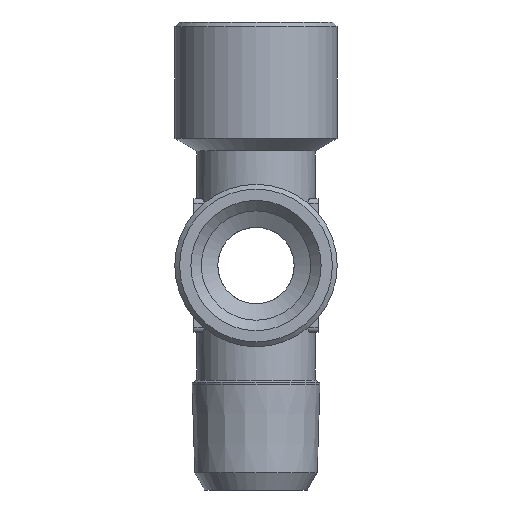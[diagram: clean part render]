
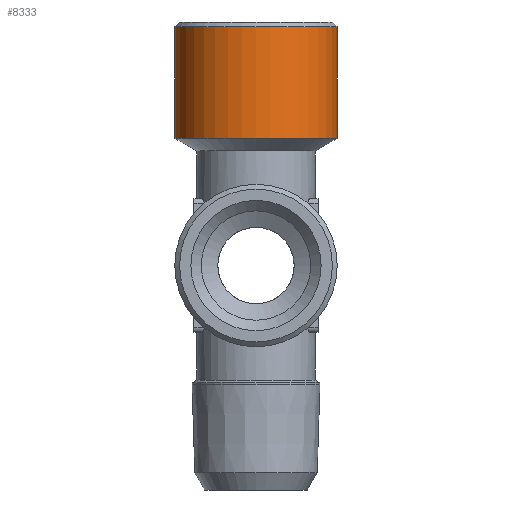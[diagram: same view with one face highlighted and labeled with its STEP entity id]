
A CAD part, left-side view. The second image highlights one B-rep face of the part: STEP entity #8333.
In plain terms, the highlighted cylindrical face has radius 8.5 mm (diameter 17 mm), a full revolution.
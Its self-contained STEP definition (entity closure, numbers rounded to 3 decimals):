
#2174=CYLINDRICAL_SURFACE('',#8206,8.5);
#2466=ORIENTED_EDGE('',*,*,#2947,.F.);
#2467=ORIENTED_EDGE('',*,*,#2948,.T.);
#2642=CIRCLE('',#8205,8.5);
#2643=CIRCLE('',#8207,8.5);
#2779=VERTEX_POINT('',#8015);
#2780=VERTEX_POINT('',#8018);
#2947=EDGE_CURVE('',#2779,#2779,#2642,.T.);
#2948=EDGE_CURVE('',#2780,#2780,#2643,.T.);
#3054=EDGE_LOOP('',(#2466));
#3055=EDGE_LOOP('',(#2467));
#3174=FACE_BOUND('',#3054,.T.);
#3175=FACE_BOUND('',#3055,.T.);
#3506=DIRECTION('',(0.,-1.,0.));
#3507=DIRECTION('',(0.,0.,8.5));
#3508=DIRECTION('',(0.,1.,0.));
#3509=DIRECTION('',(1.,0.,0.));
#3510=DIRECTION('',(0.,-1.,0.));
#3511=DIRECTION('',(0.,0.,8.5));
#8015=CARTESIAN_POINT('',(5.634,17.105,8.5));
#8016=CARTESIAN_POINT('',(5.634,17.105,0.));
#8017=CARTESIAN_POINT('',(5.634,17.105,0.));
#8018=CARTESIAN_POINT('',(5.634,28.777,8.5));
#8019=CARTESIAN_POINT('',(5.634,28.777,0.));
#8205=AXIS2_PLACEMENT_3D('',#8016,#3506,#3507);
#8206=AXIS2_PLACEMENT_3D('',#8017,#3508,#3509);
#8207=AXIS2_PLACEMENT_3D('',#8019,#3510,#3511);
#8333=ADVANCED_FACE('',(#3174,#3175),#2174,.T.);
